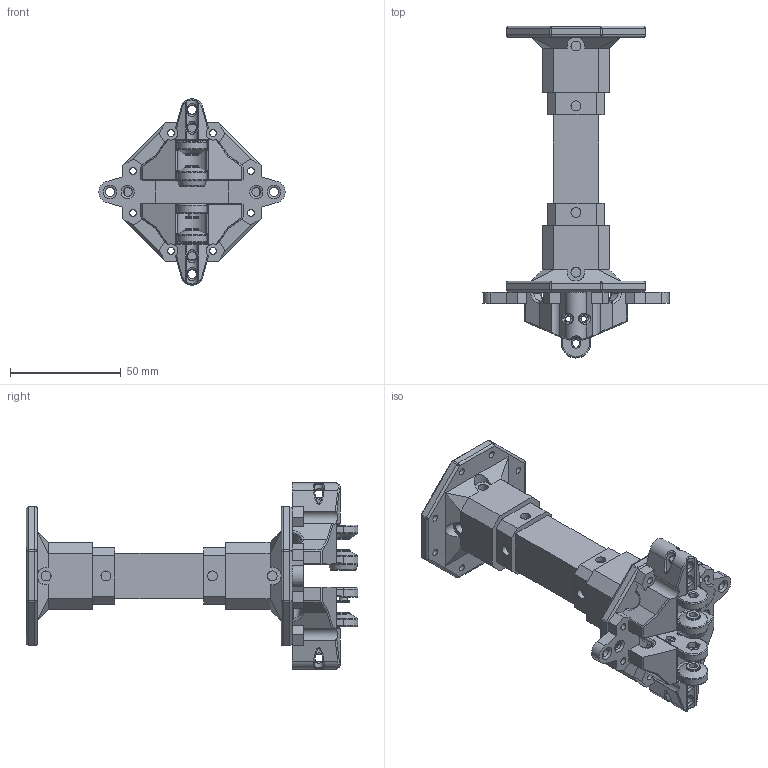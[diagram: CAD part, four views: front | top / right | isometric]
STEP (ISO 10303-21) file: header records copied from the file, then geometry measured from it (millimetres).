
FILE_DESCRIPTION(/* description */ (''),/* implementation_level */ '2;1');
FILE_NAME(/* name */ 'seg_lnk40.stp',/* time_stamp */ '2019-04-16T22:41:33+01:00',/* author */ (''),/* organization */ (''),/* preprocessor_version */ 'ST-DEVELOPER v18',/* originating_system */ 'Autodesk Translation Framework v8.2.0.1029',/* authorisation */ '');
FILE_SCHEMA (('AUTOMOTIVE_DESIGN { 1 0 10303 214 3 1 1 }'));
Length unit declared in the file: millimetre
Products named in the file (8): segment_link4; Joint_v2.3b2 v12 (3); top_distal_disk (3); normalBearingSideMount_v2.3b2; bearing_side_mount_withMagnetHolder_v2.3b2; outerSideBearingMounts_v2.3b2; modular_connection_pair_v1_female_connecor v4; FemaleHolder
Assembly tree (8 placements, depth 4):
  segment_link4
    Joint_v2.3b2 v12 (3)
      top_distal_disk (3)
        outerSideBearingMounts_v2.3b2  x2
        normalBearingSideMount_v2.3b2
        bearing_side_mount_withMagnetHolder_v2.3b2
    modular_connection_pair_v1_female_connecor v4
      FemaleHolder
Bounding box: 83.96 x 149.63 x 84 mm (x, y, z)
Volume: 140286.1 mm3; surface area: 44218 mm2
Topology: 6 solids, 6 shells, 766 faces, 1963 edges, 1189 vertices
Faces by surface type: plane 338, cylinder 201, bspline 86, torus 70, sphere 44, cone 27
Full cylindrical faces by diameter (mm): 2.5 x16, 3 x16, 3.2 x8, 3.5 x4, 4 x12, 4.5 x16, 5.5 x1, 6 x3, 6.582 x1
Entity records: 27449 total; most frequent: CARTESIAN_POINT 9675, ORIENTED_EDGE 3678, DIRECTION 3620, EDGE_CURVE 1839, AXIS2_PLACEMENT_3D 1326, VERTEX_POINT 1134, LINE 968, VECTOR 968
